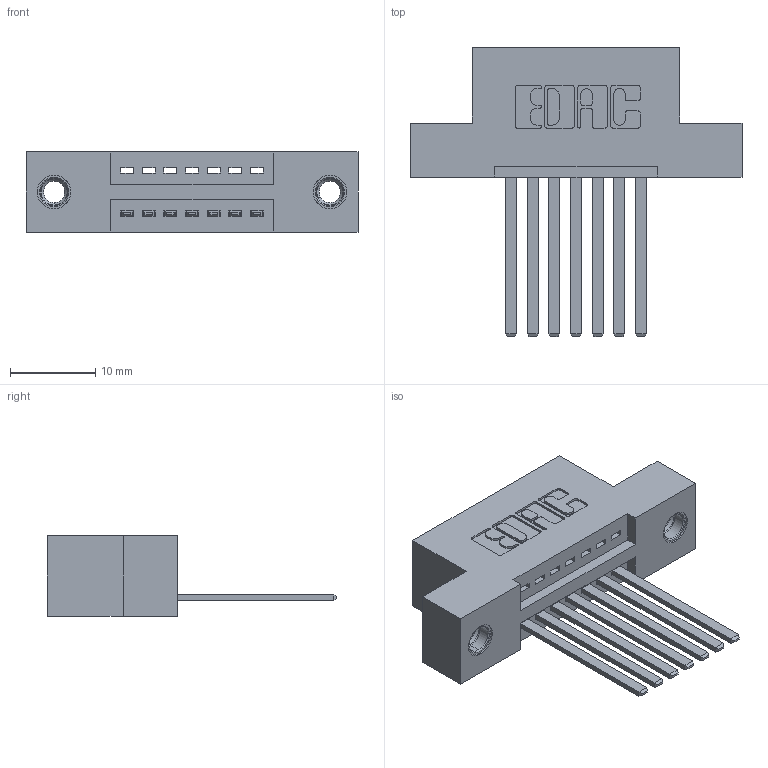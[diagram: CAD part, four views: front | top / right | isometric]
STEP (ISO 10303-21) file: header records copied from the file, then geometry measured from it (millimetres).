
FILE_DESCRIPTION (( 'STEP AP203' ), '1' );
FILE_NAME ('395-007-544-107.STEP', '2019-10-15T18:08:15', ( '' ), ( '' ), 'SwSTEP 2.0', 'SolidWorks 2016', '' );
FILE_SCHEMA (( 'CONFIG_CONTROL_DESIGN' ));
Length unit declared in the file: inch
Products named in the file (4): 345-292-001_345-293-144; 395-007-544-107; 345 Part_Flush Mounting Lugs - 0.156 Dia-TI; 345-250-001_345-250-005-103
Assembly tree (10 placements, depth 2):
  395-007-544-107
    345 Part_Flush Mounting Lugs - 0.156 Dia-TI
    345-292-001_345-293-144  x7
    345-250-001_345-250-005-103  x2
Bounding box: 38.99 x 33.96 x 9.4 mm (x, y, z)
Volume: 3484.1 mm3; surface area: 4430.3 mm2
Topology: 10 solids, 10 shells, 550 faces, 1583 edges, 1038 vertices
Faces by surface type: plane 364, cylinder 170, cone 12, torus 4
Entity records: 10982 total; most frequent: CARTESIAN_POINT 1884, ORIENTED_EDGE 1818, DIRECTION 1721, EDGE_CURVE 909, VECTOR 733, LINE 733, VERTEX_POINT 600, AXIS2_PLACEMENT_3D 494
